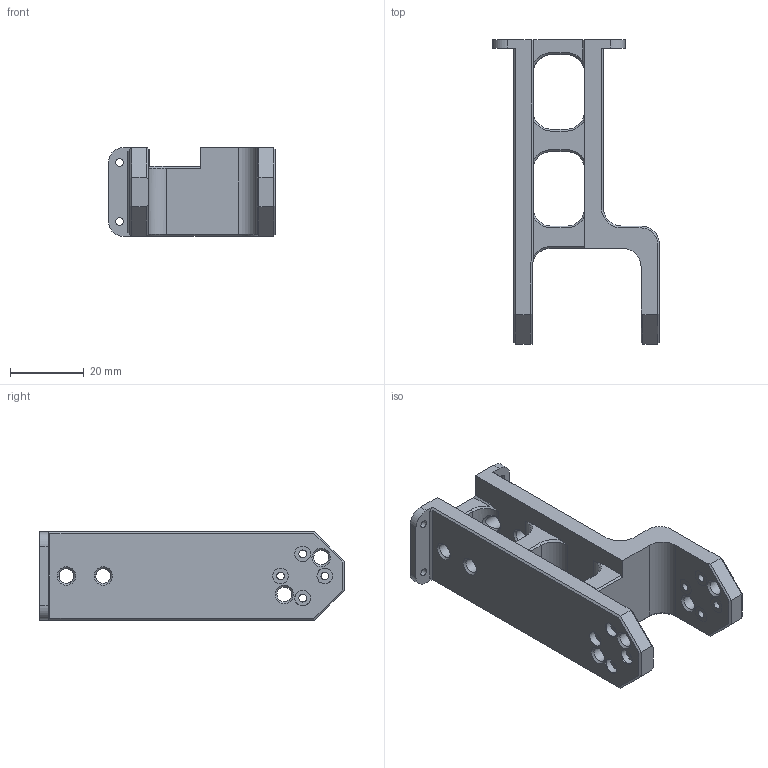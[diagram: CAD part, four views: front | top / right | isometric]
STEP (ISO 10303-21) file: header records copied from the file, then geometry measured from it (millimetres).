
FILE_DESCRIPTION(/* description */ (''),/* implementation_level */ '2;1');
FILE_NAME(/* name */ 'L2 rev.step',/* time_stamp */ '2025-08-21T17:04:22+02:00',/* author */ (''),/* organization */ (''),/* preprocessor_version */ 'ST-DEVELOPER v20.1',/* originating_system */ 'Autodesk Translation Framework v14.10.0.0',/* authorisation */ '');
FILE_SCHEMA (('AUTOMOTIVE_DESIGN { 1 0 10303 214 3 1 1 }'));
Length unit declared in the file: millimetre
Products named in the file (1): L2 revised
Bounding box: 45.25 x 82.5 x 24 mm (x, y, z)
Volume: 26025.9 mm3; surface area: 12478.9 mm2
Topology: 1 solids, 1 shells, 205 faces, 516 edges, 322 vertices
Faces by surface type: plane 90, cylinder 67, cone 40, bspline 8
Full cylindrical faces by diameter (mm): 2.1 x12, 4 x8, 4.25 x15
Entity records: 6898 total; most frequent: CARTESIAN_POINT 1841, DIRECTION 1051, ORIENTED_EDGE 1032, EDGE_CURVE 516, AXIS2_PLACEMENT_3D 375, VERTEX_POINT 322, LINE 301, VECTOR 301
